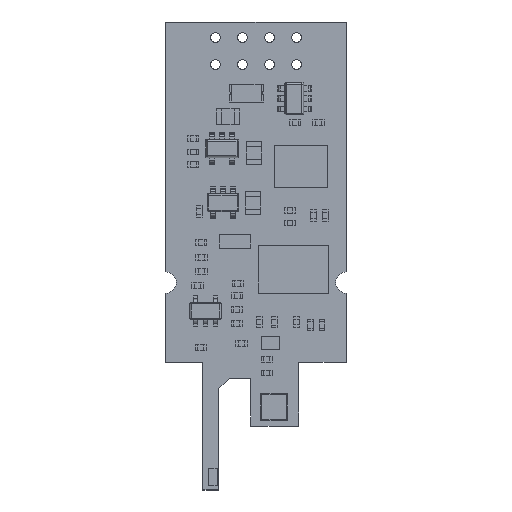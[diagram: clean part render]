
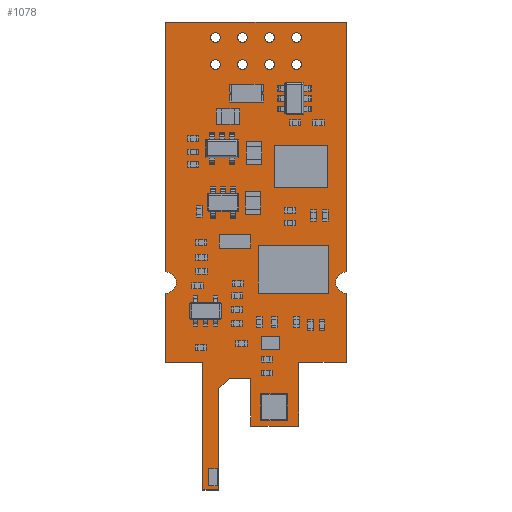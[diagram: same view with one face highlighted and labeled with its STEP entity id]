
A CAD part, top view. The second image highlights one B-rep face of the part: STEP entity #1078.
In plain terms, the highlighted planar face has unit normal (0, 0, 1).
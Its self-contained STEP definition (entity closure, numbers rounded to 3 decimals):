
#241 = VERTEX_POINT('',#242);
#242 = CARTESIAN_POINT('',(-15.,-12.,0.599));
#248 = EDGE_CURVE('',#241,#249,#251,.T.);
#249 = VERTEX_POINT('',#250);
#250 = CARTESIAN_POINT('',(-15.,0.,0.599));
#251 = LINE('',#252,#253);
#252 = CARTESIAN_POINT('',(-15.,-12.,0.599));
#253 = VECTOR('',#254,1.);
#254 = DIRECTION('',(0.,1.,0.));
#281 = VERTEX_POINT('',#282);
#282 = CARTESIAN_POINT('',(-13.5,-12.,0.599));
#288 = EDGE_CURVE('',#281,#241,#289,.T.);
#289 = LINE('',#290,#291);
#290 = CARTESIAN_POINT('',(-13.5,-12.,0.599));
#291 = VECTOR('',#292,1.);
#292 = DIRECTION('',(-1.,0.,0.));
#310 = EDGE_CURVE('',#249,#311,#313,.T.);
#311 = VERTEX_POINT('',#312);
#312 = CARTESIAN_POINT('',(-18.5,0.,0.599));
#313 = LINE('',#314,#315);
#314 = CARTESIAN_POINT('',(-15.,0.,0.599));
#315 = VECTOR('',#316,1.);
#316 = DIRECTION('',(-1.,0.,0.));
#343 = VERTEX_POINT('',#344);
#344 = CARTESIAN_POINT('',(-13.5,-2.5,0.599));
#350 = EDGE_CURVE('',#343,#281,#351,.T.);
#351 = LINE('',#352,#353);
#352 = CARTESIAN_POINT('',(-13.5,-2.5,0.599));
#353 = VECTOR('',#354,1.);
#354 = DIRECTION('',(0.,-1.,0.));
#372 = EDGE_CURVE('',#311,#373,#375,.T.);
#373 = VERTEX_POINT('',#374);
#374 = CARTESIAN_POINT('',(-18.5,6.498,0.599));
#375 = LINE('',#376,#377);
#376 = CARTESIAN_POINT('',(-18.5,0.,0.599));
#377 = VECTOR('',#378,1.);
#378 = DIRECTION('',(0.,1.,0.));
#405 = VERTEX_POINT('',#406);
#406 = CARTESIAN_POINT('',(-12.5,-1.5,0.599));
#412 = EDGE_CURVE('',#405,#343,#413,.T.);
#413 = LINE('',#414,#415);
#414 = CARTESIAN_POINT('',(-12.5,-1.5,0.599));
#415 = VECTOR('',#416,1.);
#416 = DIRECTION('',(-0.707,-0.707,0.));
#434 = EDGE_CURVE('',#373,#435,#437,.T.);
#435 = VERTEX_POINT('',#436);
#436 = CARTESIAN_POINT('',(-18.5,8.502,0.599));
#437 = CIRCLE('',#438,1.002);
#438 = AXIS2_PLACEMENT_3D('',#439,#440,#441);
#439 = CARTESIAN_POINT('',(-18.5,7.5,0.599));
#440 = DIRECTION('',(0.,0.,1.));
#441 = DIRECTION('',(0.,-1.,0.));
#469 = VERTEX_POINT('',#470);
#470 = CARTESIAN_POINT('',(-10.5,-1.5,0.599));
#476 = EDGE_CURVE('',#469,#405,#477,.T.);
#477 = LINE('',#478,#479);
#478 = CARTESIAN_POINT('',(-10.5,-1.5,0.599));
#479 = VECTOR('',#480,1.);
#480 = DIRECTION('',(-1.,0.,0.));
#498 = EDGE_CURVE('',#435,#499,#501,.T.);
#499 = VERTEX_POINT('',#500);
#500 = CARTESIAN_POINT('',(-18.5,32.,0.599));
#501 = LINE('',#502,#503);
#502 = CARTESIAN_POINT('',(-18.5,8.502,0.599));
#503 = VECTOR('',#504,1.);
#504 = DIRECTION('',(0.,1.,0.));
#531 = VERTEX_POINT('',#532);
#532 = CARTESIAN_POINT('',(-10.5,-6.,0.599));
#538 = EDGE_CURVE('',#531,#469,#539,.T.);
#539 = LINE('',#540,#541);
#540 = CARTESIAN_POINT('',(-10.5,-6.,0.599));
#541 = VECTOR('',#542,1.);
#542 = DIRECTION('',(0.,1.,0.));
#560 = EDGE_CURVE('',#499,#561,#563,.T.);
#561 = VERTEX_POINT('',#562);
#562 = CARTESIAN_POINT('',(-1.5,32.,0.599));
#563 = LINE('',#564,#565);
#564 = CARTESIAN_POINT('',(-18.5,32.,0.599));
#565 = VECTOR('',#566,1.);
#566 = DIRECTION('',(1.,0.,0.));
#593 = VERTEX_POINT('',#594);
#594 = CARTESIAN_POINT('',(-6.,-6.,0.599));
#600 = EDGE_CURVE('',#593,#531,#601,.T.);
#601 = LINE('',#602,#603);
#602 = CARTESIAN_POINT('',(-6.,-6.,0.599));
#603 = VECTOR('',#604,1.);
#604 = DIRECTION('',(-1.,0.,0.));
#622 = EDGE_CURVE('',#561,#623,#625,.T.);
#623 = VERTEX_POINT('',#624);
#624 = CARTESIAN_POINT('',(-1.5,8.502,0.599));
#625 = LINE('',#626,#627);
#626 = CARTESIAN_POINT('',(-1.5,32.,0.599));
#627 = VECTOR('',#628,1.);
#628 = DIRECTION('',(0.,-1.,0.));
#655 = VERTEX_POINT('',#656);
#656 = CARTESIAN_POINT('',(-6.,0.,0.599));
#662 = EDGE_CURVE('',#655,#593,#663,.T.);
#663 = LINE('',#664,#665);
#664 = CARTESIAN_POINT('',(-6.,0.,0.599));
#665 = VECTOR('',#666,1.);
#666 = DIRECTION('',(0.,-1.,0.));
#684 = EDGE_CURVE('',#623,#685,#687,.T.);
#685 = VERTEX_POINT('',#686);
#686 = CARTESIAN_POINT('',(-1.5,6.498,0.599));
#687 = CIRCLE('',#688,1.002);
#688 = AXIS2_PLACEMENT_3D('',#689,#690,#691);
#689 = CARTESIAN_POINT('',(-1.5,7.5,0.599));
#690 = DIRECTION('',(0.,0.,1.));
#691 = DIRECTION('',(0.,1.,0.));
#719 = VERTEX_POINT('',#720);
#720 = CARTESIAN_POINT('',(-1.5,0.,0.599));
#726 = EDGE_CURVE('',#719,#655,#727,.T.);
#727 = LINE('',#728,#729);
#728 = CARTESIAN_POINT('',(-1.5,0.,0.599));
#729 = VECTOR('',#730,1.);
#730 = DIRECTION('',(-1.,0.,0.));
#748 = EDGE_CURVE('',#685,#719,#749,.T.);
#749 = LINE('',#750,#751);
#750 = CARTESIAN_POINT('',(-1.5,6.498,0.599));
#751 = VECTOR('',#752,1.);
#752 = DIRECTION('',(0.,-1.,0.));
#772 = VERTEX_POINT('',#773);
#773 = CARTESIAN_POINT('',(-13.36,30.54,0.599));
#779 = EDGE_CURVE('',#772,#772,#780,.T.);
#780 = CIRCLE('',#781,0.45);
#781 = AXIS2_PLACEMENT_3D('',#782,#783,#784);
#782 = CARTESIAN_POINT('',(-13.81,30.54,0.599));
#783 = DIRECTION('',(0.,0.,1.));
#784 = DIRECTION('',(1.,0.,0.));
#805 = VERTEX_POINT('',#806);
#806 = CARTESIAN_POINT('',(-10.82,30.54,0.599));
#812 = EDGE_CURVE('',#805,#805,#813,.T.);
#813 = CIRCLE('',#814,0.45);
#814 = AXIS2_PLACEMENT_3D('',#815,#816,#817);
#815 = CARTESIAN_POINT('',(-11.27,30.54,0.599));
#816 = DIRECTION('',(0.,0.,1.));
#817 = DIRECTION('',(1.,0.,0.));
#838 = VERTEX_POINT('',#839);
#839 = CARTESIAN_POINT('',(-5.74,30.54,0.599));
#845 = EDGE_CURVE('',#838,#838,#846,.T.);
#846 = CIRCLE('',#847,0.45);
#847 = AXIS2_PLACEMENT_3D('',#848,#849,#850);
#848 = CARTESIAN_POINT('',(-6.19,30.54,0.599));
#849 = DIRECTION('',(0.,0.,1.));
#850 = DIRECTION('',(1.,0.,0.));
#871 = VERTEX_POINT('',#872);
#872 = CARTESIAN_POINT('',(-8.28,30.54,0.599));
#878 = EDGE_CURVE('',#871,#871,#879,.T.);
#879 = CIRCLE('',#880,0.45);
#880 = AXIS2_PLACEMENT_3D('',#881,#882,#883);
#881 = CARTESIAN_POINT('',(-8.73,30.54,0.599));
#882 = DIRECTION('',(0.,0.,1.));
#883 = DIRECTION('',(1.,0.,0.));
#904 = VERTEX_POINT('',#905);
#905 = CARTESIAN_POINT('',(-8.28,28.,0.599));
#911 = EDGE_CURVE('',#904,#904,#912,.T.);
#912 = CIRCLE('',#913,0.45);
#913 = AXIS2_PLACEMENT_3D('',#914,#915,#916);
#914 = CARTESIAN_POINT('',(-8.73,28.,0.599));
#915 = DIRECTION('',(0.,0.,1.));
#916 = DIRECTION('',(1.,0.,0.));
#937 = VERTEX_POINT('',#938);
#938 = CARTESIAN_POINT('',(-13.36,28.,0.599));
#944 = EDGE_CURVE('',#937,#937,#945,.T.);
#945 = CIRCLE('',#946,0.45);
#946 = AXIS2_PLACEMENT_3D('',#947,#948,#949);
#947 = CARTESIAN_POINT('',(-13.81,28.,0.599));
#948 = DIRECTION('',(0.,0.,1.));
#949 = DIRECTION('',(1.,0.,0.));
#970 = VERTEX_POINT('',#971);
#971 = CARTESIAN_POINT('',(-10.82,28.,0.599));
#977 = EDGE_CURVE('',#970,#970,#978,.T.);
#978 = CIRCLE('',#979,0.45);
#979 = AXIS2_PLACEMENT_3D('',#980,#981,#982);
#980 = CARTESIAN_POINT('',(-11.27,28.,0.599));
#981 = DIRECTION('',(0.,0.,1.));
#982 = DIRECTION('',(1.,0.,0.));
#1003 = VERTEX_POINT('',#1004);
#1004 = CARTESIAN_POINT('',(-5.74,28.,0.599));
#1010 = EDGE_CURVE('',#1003,#1003,#1011,.T.);
#1011 = CIRCLE('',#1012,0.45);
#1012 = AXIS2_PLACEMENT_3D('',#1013,#1014,#1015);
#1013 = CARTESIAN_POINT('',(-6.19,28.,0.599));
#1014 = DIRECTION('',(0.,0.,1.));
#1015 = DIRECTION('',(1.,0.,0.));
#1078 = ADVANCED_FACE('',(#1079,#1098,#1101,#1104,#1107,#1110,#1113,
    #1116,#1119),#1122,.F.);
#1079 = FACE_BOUND('',#1080,.F.);
#1080 = EDGE_LOOP('',(#1081,#1082,#1083,#1084,#1085,#1086,#1087,#1088,
    #1089,#1090,#1091,#1092,#1093,#1094,#1095,#1096,#1097));
#1081 = ORIENTED_EDGE('',*,*,#248,.T.);
#1082 = ORIENTED_EDGE('',*,*,#310,.T.);
#1083 = ORIENTED_EDGE('',*,*,#372,.T.);
#1084 = ORIENTED_EDGE('',*,*,#434,.T.);
#1085 = ORIENTED_EDGE('',*,*,#498,.T.);
#1086 = ORIENTED_EDGE('',*,*,#560,.T.);
#1087 = ORIENTED_EDGE('',*,*,#622,.T.);
#1088 = ORIENTED_EDGE('',*,*,#684,.T.);
#1089 = ORIENTED_EDGE('',*,*,#748,.T.);
#1090 = ORIENTED_EDGE('',*,*,#726,.T.);
#1091 = ORIENTED_EDGE('',*,*,#662,.T.);
#1092 = ORIENTED_EDGE('',*,*,#600,.T.);
#1093 = ORIENTED_EDGE('',*,*,#538,.T.);
#1094 = ORIENTED_EDGE('',*,*,#476,.T.);
#1095 = ORIENTED_EDGE('',*,*,#412,.T.);
#1096 = ORIENTED_EDGE('',*,*,#350,.T.);
#1097 = ORIENTED_EDGE('',*,*,#288,.T.);
#1098 = FACE_BOUND('',#1099,.F.);
#1099 = EDGE_LOOP('',(#1100));
#1100 = ORIENTED_EDGE('',*,*,#779,.T.);
#1101 = FACE_BOUND('',#1102,.F.);
#1102 = EDGE_LOOP('',(#1103));
#1103 = ORIENTED_EDGE('',*,*,#812,.T.);
#1104 = FACE_BOUND('',#1105,.F.);
#1105 = EDGE_LOOP('',(#1106));
#1106 = ORIENTED_EDGE('',*,*,#845,.T.);
#1107 = FACE_BOUND('',#1108,.F.);
#1108 = EDGE_LOOP('',(#1109));
#1109 = ORIENTED_EDGE('',*,*,#878,.T.);
#1110 = FACE_BOUND('',#1111,.F.);
#1111 = EDGE_LOOP('',(#1112));
#1112 = ORIENTED_EDGE('',*,*,#911,.T.);
#1113 = FACE_BOUND('',#1114,.F.);
#1114 = EDGE_LOOP('',(#1115));
#1115 = ORIENTED_EDGE('',*,*,#944,.T.);
#1116 = FACE_BOUND('',#1117,.F.);
#1117 = EDGE_LOOP('',(#1118));
#1118 = ORIENTED_EDGE('',*,*,#977,.T.);
#1119 = FACE_BOUND('',#1120,.F.);
#1120 = EDGE_LOOP('',(#1121));
#1121 = ORIENTED_EDGE('',*,*,#1010,.T.);
#1122 = PLANE('',#1123);
#1123 = AXIS2_PLACEMENT_3D('',#1124,#1125,#1126);
#1124 = CARTESIAN_POINT('',(-15.,-12.,0.599));
#1125 = DIRECTION('',(0.,0.,-1.));
#1126 = DIRECTION('',(-1.,0.,0.));
